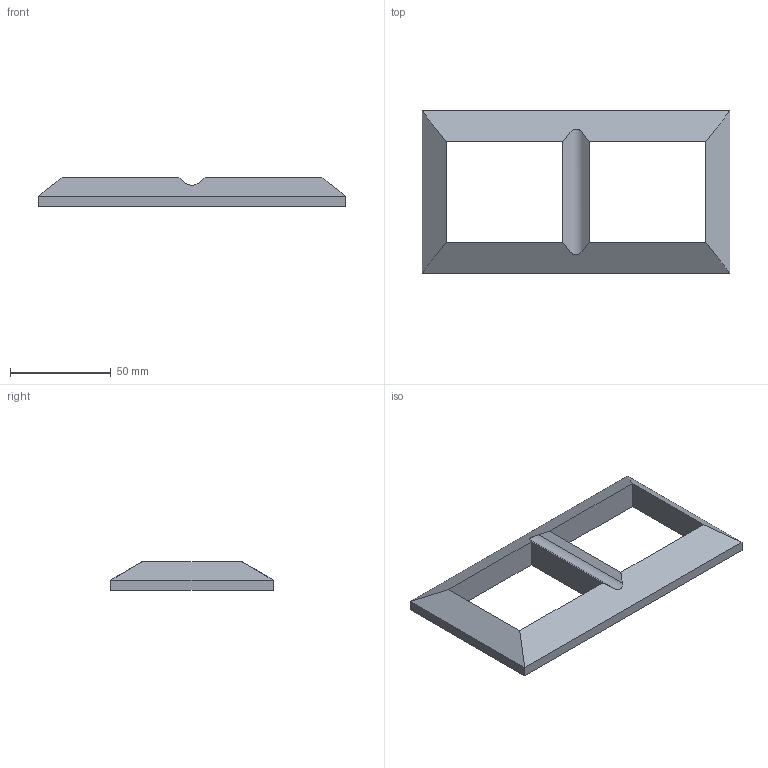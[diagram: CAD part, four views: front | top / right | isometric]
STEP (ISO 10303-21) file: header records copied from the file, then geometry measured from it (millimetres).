
FILE_DESCRIPTION (( 'STEP AP203' ), '1' );
FILE_NAME ('EMK20-K01-DM ÐÃ-2-ÊÁ Ðàìêà 2ìåñòí. ãîðèçîíò. ÊÂÀÐÒÀ (áåëûé).STEP', '2016-11-23T11:14:45', ( '' ), ( '' ), 'SwSTEP 2.0', 'SolidWorks 2014', '' );
FILE_SCHEMA (( 'CONFIG_CONTROL_DESIGN' ));
Length unit declared in the file: millimetre
Products named in the file (1): EMK20-K01-DM ÐÃ-2-ÊÁ Ðàìêà 2ìåñòí. ãîðèçîíò. ÊÂÀÐÒÀ (áåëûé)
Bounding box: 152.5 x 80.5 x 14 mm (x, y, z)
Volume: 21826.9 mm3; surface area: 30435.1 mm2
Topology: 1 solids, 1 shells, 41 faces, 110 edges, 70 vertices
Faces by surface type: plane 39, cylinder 2
Entity records: 1332 total; most frequent: CARTESIAN_POINT 243, ORIENTED_EDGE 220, DIRECTION 187, EDGE_CURVE 110, VECTOR 103, LINE 103, VERTEX_POINT 70, EDGE_LOOP 44
